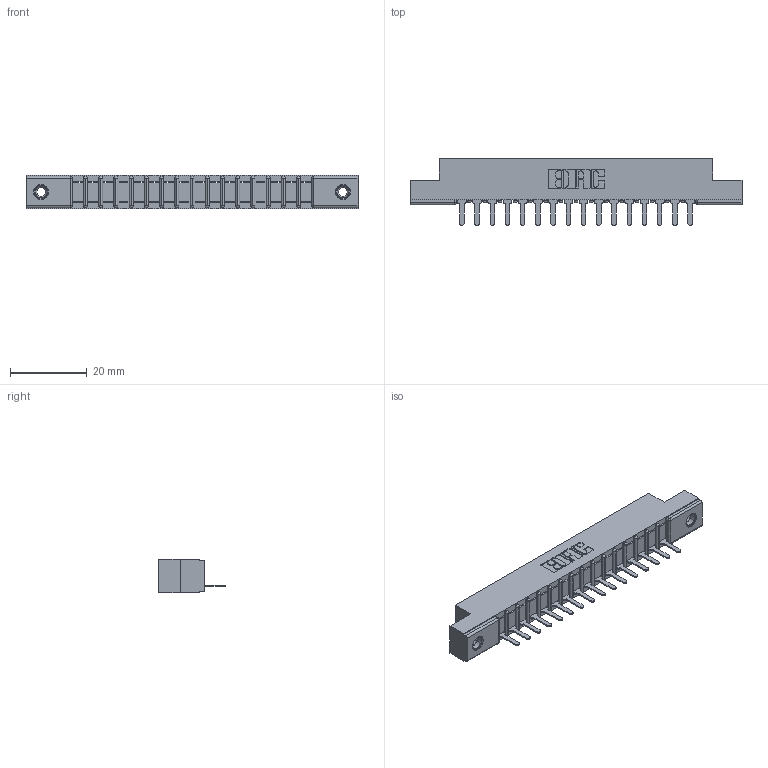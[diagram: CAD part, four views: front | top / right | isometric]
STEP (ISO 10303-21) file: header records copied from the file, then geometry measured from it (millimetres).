
FILE_DESCRIPTION (( 'STEP AP203' ), '1' );
FILE_NAME ('307-016-525-108.STEP', '2019-09-03T17:03:03', ( '' ), ( '' ), 'SwSTEP 2.0', 'SolidWorks 2016', '' );
FILE_SCHEMA (( 'CONFIG_CONTROL_DESIGN' ));
Length unit declared in the file: inch
Products named in the file (4): 307-016-525-108; 307 Part_.156 Dia Mounting Holes; 307-290-001_525; 345-250-001_345-250-003-102
Assembly tree (19 placements, depth 2):
  307-016-525-108
    307 Part_.156 Dia Mounting Holes
    307-290-001_525  x16
    345-250-001_345-250-003-102  x2
Bounding box: 86.41 x 17.42 x 8.71 mm (x, y, z)
Volume: 5451.6 mm3; surface area: 8163 mm2
Topology: 19 solids, 19 shells, 1091 faces, 3051 edges, 1958 vertices
Faces by surface type: plane 694, cylinder 347, sphere 34, cone 12, torus 4
Entity records: 18075 total; most frequent: CARTESIAN_POINT 3015, ORIENTED_EDGE 2994, DIRECTION 2957, EDGE_CURVE 1497, VECTOR 1137, LINE 1137, VERTEX_POINT 968, AXIS2_PLACEMENT_3D 910
